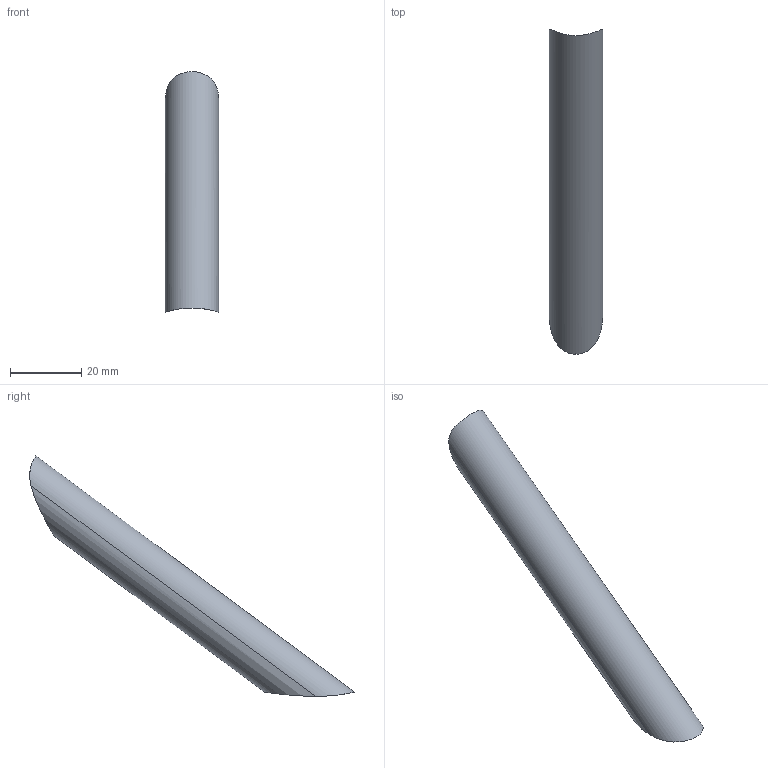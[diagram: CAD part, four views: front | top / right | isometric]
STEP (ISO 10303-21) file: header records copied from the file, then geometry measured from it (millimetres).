
FILE_DESCRIPTION(('STEP AP214'),'1');
FILE_NAME('303.stp','2019-12-02T14:07:39',(' '),(' '),'Spatial InterOp 3D',' ',' ');
FILE_SCHEMA(('AUTOMOTIVE_DESIGN { 1 0 10303 214 1 1 1 1 }'));
Length unit declared in the file: metre
Products named in the file (1): PartBody/Pad.1
Bounding box: 15 x 90.95 x 67.46 mm (x, y, z)
Volume: 3200.3 mm3; surface area: 8653.8 mm2
Topology: 1 solids, 1 shells, 8 faces, 25 edges, 20 vertices
Faces by surface type: cylinder 8
Entity records: 856 total; most frequent: CARTESIAN_POINT 435, ORIENTED_EDGE 48, DIRECTION 33, STYLED_ITEM 31, PRESENTATION_STYLE_ASSIGNMENT 31, COLOUR_RGB 31, EDGE_CURVE 24, CURVE_STYLE 18
